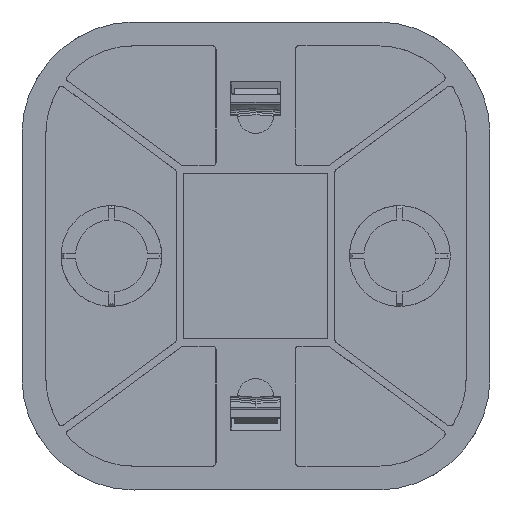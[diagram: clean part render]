
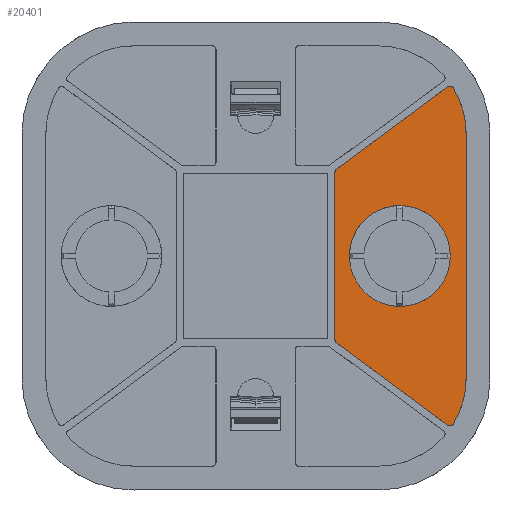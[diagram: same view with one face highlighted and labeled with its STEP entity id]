
A CAD part, front view. The second image highlights one B-rep face of the part: STEP entity #20401.
In plain terms, the highlighted face is planar.
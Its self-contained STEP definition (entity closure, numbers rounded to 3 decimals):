
#104 = AXIS2_PLACEMENT_3D ( 'NONE', #3220, #34268, #30435 ) ;
#147 = VECTOR ( 'NONE', #30647, 1000. ) ;
#1661 = VECTOR ( 'NONE', #26664, 1000. ) ;
#2117 = VERTEX_POINT ( 'NONE', #43919 ) ;
#2161 = DIRECTION ( 'NONE',  ( 0.057, 0.998, 0. ) ) ;
#2288 = CARTESIAN_POINT ( 'NONE',  ( -23.319, -27.334, 0.5 ) ) ;
#2607 = CARTESIAN_POINT ( 'NONE',  ( -16.899, -29.15, 0.5 ) ) ;
#3056 = CARTESIAN_POINT ( 'NONE',  ( -23.057, -26.908, 0.5 ) ) ;
#3220 = CARTESIAN_POINT ( 'NONE',  ( 16.899, -16.899, 0.5 ) ) ;
#3478 = DIRECTION ( 'NONE',  ( 0., 0., -1. ) ) ;
#3818 = ORIENTED_EDGE ( 'NONE', *, *, #9746, .F. ) ;
#4192 = VERTEX_POINT ( 'NONE', #29083 ) ;
#4299 = VERTEX_POINT ( 'NONE', #2607 ) ;
#4387 = EDGE_CURVE ( 'NONE', #34631, #45543, #33148, .T. ) ;
#4686 = AXIS2_PLACEMENT_3D ( 'NONE', #27109, #3478, #26859 ) ;
#4951 = AXIS2_PLACEMENT_3D ( 'NONE', #13842, #17667, #2161 ) ;
#5068 = CARTESIAN_POINT ( 'NONE',  ( -16.899, -16.899, 0.5 ) ) ;
#5561 = ORIENTED_EDGE ( 'NONE', *, *, #29705, .T. ) ;
#5955 = ORIENTED_EDGE ( 'NONE', *, *, #32770, .T. ) ;
#6043 = CIRCLE ( 'NONE', #34469, 12.251 ) ;
#6590 = CARTESIAN_POINT ( 'NONE',  ( -12.028, -11.153, 0.5 ) ) ;
#7017 = DIRECTION ( 'NONE',  ( 1., 0., 0. ) ) ;
#7524 = LINE ( 'NONE', #23024, #45604 ) ;
#8627 = VECTOR ( 'NONE', #46760, 1000. ) ;
#8846 = AXIS2_PLACEMENT_3D ( 'NONE', #18618, #40822, #33909 ) ;
#9169 = CARTESIAN_POINT ( 'NONE',  ( -7., -19.95, 0.5 ) ) ;
#9347 = DIRECTION ( 'NONE',  ( -1., 0., 0. ) ) ;
#9746 = EDGE_CURVE ( 'NONE', #27827, #2117, #14709, .T. ) ;
#10657 = CARTESIAN_POINT ( 'NONE',  ( -12.028, -11.153, 0.5 ) ) ;
#10909 = VERTEX_POINT ( 'NONE', #36504 ) ;
#11063 = DIRECTION ( 'NONE',  ( 0.057, 0.998, 0. ) ) ;
#11145 = CARTESIAN_POINT ( 'NONE',  ( -11.626, -11.45, 0.5 ) ) ;
#11352 = CARTESIAN_POINT ( 'NONE',  ( 11.626, -10.95, 0.5 ) ) ;
#11372 = LINE ( 'NONE', #38120, #8627 ) ;
#12705 = EDGE_CURVE ( 'NONE', #39015, #4192, #41633, .T. ) ;
#13241 = VERTEX_POINT ( 'NONE', #9169 ) ;
#13842 = CARTESIAN_POINT ( 'NONE',  ( 0., -19.95, 0.5 ) ) ;
#13884 = CARTESIAN_POINT ( 'NONE',  ( 115.25, -111.95, 0.5 ) ) ;
#14248 = CARTESIAN_POINT ( 'NONE',  ( 0.4, -12.961, 0.5 ) ) ;
#14543 = CARTESIAN_POINT ( 'NONE',  ( 6.989, -19.55, 0.5 ) ) ;
#14709 = LINE ( 'NONE', #6590, #1661 ) ;
#14948 = CIRCLE ( 'NONE', #42590, 7. ) ;
#15209 = AXIS2_PLACEMENT_3D ( 'NONE', #26737, #26989, #46105 ) ;
#15520 = CIRCLE ( 'NONE', #104, 12.251 ) ;
#15884 = ORIENTED_EDGE ( 'NONE', *, *, #42415, .T. ) ;
#15926 = ORIENTED_EDGE ( 'NONE', *, *, #12705, .F. ) ;
#16132 = EDGE_CURVE ( 'NONE', #45543, #38587, #15520, .T. ) ;
#17264 = DIRECTION ( 'NONE',  ( 0., 0., -1. ) ) ;
#17667 = DIRECTION ( 'NONE',  ( 0., 0., 1. ) ) ;
#17845 = ORIENTED_EDGE ( 'NONE', *, *, #4387, .T. ) ;
#18562 = DIRECTION ( 'NONE',  ( 0., 0., -1. ) ) ;
#18618 = CARTESIAN_POINT ( 'NONE',  ( 0., -19.95, 0.5 ) ) ;
#20401 = ADVANCED_FACE ( 'NONE', ( #36329, #32743 ), #48037, .T. ) ;
#23024 = CARTESIAN_POINT ( 'NONE',  ( -16.899, -29.15, 0.5 ) ) ;
#23326 = EDGE_LOOP ( 'NONE', ( #34455, #17845, #32927, #37616, #49337, #5561, #3818, #5955, #15926, #34944 ) ) ;
#23499 = ORIENTED_EDGE ( 'NONE', *, *, #26238, .T. ) ;
#23593 = CIRCLE ( 'NONE', #4951, 7. ) ;
#23633 = DIRECTION ( 'NONE',  ( 0.057, 0.998, 0. ) ) ;
#24344 = VERTEX_POINT ( 'NONE', #27129 ) ;
#24395 = DIRECTION ( 'NONE',  ( 0., 0., 1. ) ) ;
#25588 = DIRECTION ( 'NONE',  ( 0., 0., -1. ) ) ;
#26238 = EDGE_CURVE ( 'NONE', #36708, #13241, #14948, .T. ) ;
#26551 = VERTEX_POINT ( 'NONE', #2288 ) ;
#26635 = CIRCLE ( 'NONE', #47828, 7. ) ;
#26664 = DIRECTION ( 'NONE',  ( -0.595, -0.804, 0. ) ) ;
#26665 = DIRECTION ( 'NONE',  ( 0., 0., -1. ) ) ;
#26737 = CARTESIAN_POINT ( 'NONE',  ( 23.057, -26.908, 0.5 ) ) ;
#26859 = DIRECTION ( 'NONE',  ( 0., 1., 0. ) ) ;
#26989 = DIRECTION ( 'NONE',  ( 0., 0., -1. ) ) ;
#27109 = CARTESIAN_POINT ( 'NONE',  ( 11.626, -11.45, 0.5 ) ) ;
#27129 = CARTESIAN_POINT ( 'NONE',  ( 12.028, -11.153, 0.5 ) ) ;
#27827 = VERTEX_POINT ( 'NONE', #10657 ) ;
#29043 = DIRECTION ( 'NONE',  ( -0.524, -0.852, 0. ) ) ;
#29083 = CARTESIAN_POINT ( 'NONE',  ( -11.626, -10.95, 0.5 ) ) ;
#29705 = EDGE_CURVE ( 'NONE', #26551, #2117, #45210, .T. ) ;
#30006 = EDGE_CURVE ( 'NONE', #34631, #24344, #11372, .T. ) ;
#30435 = DIRECTION ( 'NONE',  ( 0.524, -0.852, 0. ) ) ;
#30647 = DIRECTION ( 'NONE',  ( -1., 0., 0. ) ) ;
#32743 = FACE_OUTER_BOUND ( 'NONE', #23326, .T. ) ;
#32770 = EDGE_CURVE ( 'NONE', #27827, #4192, #42869, .T. ) ;
#32927 = ORIENTED_EDGE ( 'NONE', *, *, #16132, .T. ) ;
#32978 = ORIENTED_EDGE ( 'NONE', *, *, #35456, .F. ) ;
#33148 = CIRCLE ( 'NONE', #15209, 0.5 ) ;
#33705 = CARTESIAN_POINT ( 'NONE',  ( 16.899, -29.15, 0.5 ) ) ;
#33909 = DIRECTION ( 'NONE',  ( 0.057, 0.998, 0. ) ) ;
#33959 = EDGE_CURVE ( 'NONE', #39015, #24344, #47803, .T. ) ;
#34268 = DIRECTION ( 'NONE',  ( 0., 0., -1. ) ) ;
#34455 = ORIENTED_EDGE ( 'NONE', *, *, #30006, .F. ) ;
#34469 = AXIS2_PLACEMENT_3D ( 'NONE', #5068, #17264, #44271 ) ;
#34565 = DIRECTION ( 'NONE',  ( -0.804, 0.595, 0. ) ) ;
#34631 = VERTEX_POINT ( 'NONE', #42049 ) ;
#34645 = VERTEX_POINT ( 'NONE', #14543 ) ;
#34720 = AXIS2_PLACEMENT_3D ( 'NONE', #11145, #26665, #34565 ) ;
#34944 = ORIENTED_EDGE ( 'NONE', *, *, #33959, .T. ) ;
#34985 = DIRECTION ( 'NONE',  ( 0., 0., 1. ) ) ;
#35456 = EDGE_CURVE ( 'NONE', #36708, #34645, #38077, .T. ) ;
#36329 = FACE_BOUND ( 'NONE', #37571, .T. ) ;
#36504 = CARTESIAN_POINT ( 'NONE',  ( 7., -19.95, 0.5 ) ) ;
#36708 = VERTEX_POINT ( 'NONE', #14248 ) ;
#37552 = EDGE_CURVE ( 'NONE', #13241, #10909, #26635, .T. ) ;
#37571 = EDGE_LOOP ( 'NONE', ( #32978, #23499, #44354, #15884 ) ) ;
#37616 = ORIENTED_EDGE ( 'NONE', *, *, #42261, .F. ) ;
#38077 = CIRCLE ( 'NONE', #8846, 7. ) ;
#38120 = CARTESIAN_POINT ( 'NONE',  ( 23.459, -26.611, 0.5 ) ) ;
#38587 = VERTEX_POINT ( 'NONE', #33705 ) ;
#39015 = VERTEX_POINT ( 'NONE', #11352 ) ;
#40822 = DIRECTION ( 'NONE',  ( 0., 0., -1. ) ) ;
#41633 = LINE ( 'NONE', #46196, #147 ) ;
#42049 = CARTESIAN_POINT ( 'NONE',  ( 23.459, -26.611, 0.5 ) ) ;
#42261 = EDGE_CURVE ( 'NONE', #4299, #38587, #7524, .T. ) ;
#42415 = EDGE_CURVE ( 'NONE', #10909, #34645, #23593, .T. ) ;
#42590 = AXIS2_PLACEMENT_3D ( 'NONE', #47853, #24395, #23633 ) ;
#42638 = CARTESIAN_POINT ( 'NONE',  ( 0., -19.95, 0.5 ) ) ;
#42869 = CIRCLE ( 'NONE', #34720, 0.5 ) ;
#43919 = CARTESIAN_POINT ( 'NONE',  ( -23.459, -26.611, 0.5 ) ) ;
#44271 = DIRECTION ( 'NONE',  ( 0., -1., 0. ) ) ;
#44354 = ORIENTED_EDGE ( 'NONE', *, *, #37552, .T. ) ;
#45033 = AXIS2_PLACEMENT_3D ( 'NONE', #13884, #25588, #9347 ) ;
#45179 = AXIS2_PLACEMENT_3D ( 'NONE', #3056, #18562, #29043 ) ;
#45210 = CIRCLE ( 'NONE', #45179, 0.5 ) ;
#45543 = VERTEX_POINT ( 'NONE', #48427 ) ;
#45604 = VECTOR ( 'NONE', #7017, 1000. ) ;
#46105 = DIRECTION ( 'NONE',  ( 0.804, 0.595, 0. ) ) ;
#46196 = CARTESIAN_POINT ( 'NONE',  ( 11.626, -10.95, 0.5 ) ) ;
#46760 = DIRECTION ( 'NONE',  ( -0.595, 0.804, 0. ) ) ;
#47803 = CIRCLE ( 'NONE', #4686, 0.5 ) ;
#47828 = AXIS2_PLACEMENT_3D ( 'NONE', #42638, #34985, #11063 ) ;
#47853 = CARTESIAN_POINT ( 'NONE',  ( 0., -19.95, 0.5 ) ) ;
#48037 = PLANE ( 'NONE',  #45033 ) ;
#48427 = CARTESIAN_POINT ( 'NONE',  ( 23.319, -27.334, 0.5 ) ) ;
#48437 = EDGE_CURVE ( 'NONE', #4299, #26551, #6043, .T. ) ;
#49337 = ORIENTED_EDGE ( 'NONE', *, *, #48437, .T. ) ;
